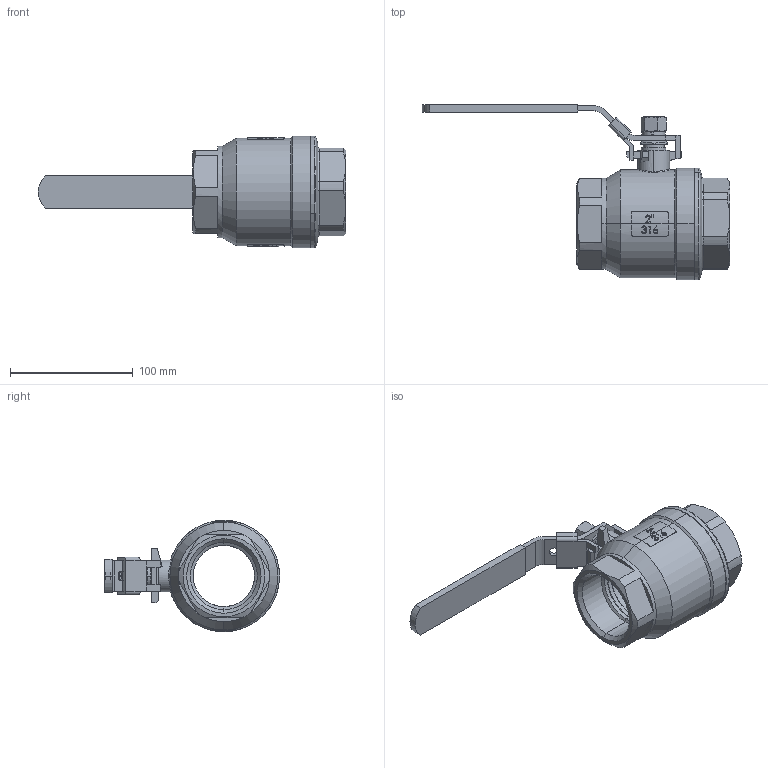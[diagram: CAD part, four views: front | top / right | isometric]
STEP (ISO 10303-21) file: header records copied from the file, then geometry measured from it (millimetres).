
FILE_DESCRIPTION (( 'STEP AP203' ), '1' );
FILE_NAME ('MV-25-ZPT-DN50.STEP', '2020-03-13T01:04:35', ( 'Lenovo' ), ( 'China' ), 'SwSTEP 2.0', 'SolidWorks 2010', '' );
FILE_SCHEMA (( 'CONFIG_CONTROL_DESIGN' ));
Products named in the file (15): MV-25-FZ-DN50; MV-25-ZT-DN50; MV-25-TL-DN50; MV-25-KZ-DN50; MV-25-ST-DN50; MV-25-ZPT-DN50; MV-25-T(J)-DN50; MV-25-Q-DN50; MV-25-M-DN50; MV-25-G(J)-DN50; MV-25-FG-DN50; MV-25-Y-DN50; MV-25-S-DN50; Spring lock washers--Normal type GB_GB_FASTENER_WASHER_SW 12; Hexagon nuts grade C GB_GB_FASTENER_NUT_SNC1 M12-N
Assembly tree (15 placements, depth 2):
  MV-25-ZPT-DN50
    MV-25-T(J)-DN50
    Spring lock washers--Normal type GB_GB_FASTENER_WASHER_SW 12
    MV-25-ST-DN50
    MV-25-FZ-DN50  x2
    MV-25-M-DN50
    MV-25-S-DN50
    MV-25-TL-DN50
    MV-25-FG-DN50
    MV-25-ZT-DN50
    MV-25-G(J)-DN50
    MV-25-Y-DN50
    MV-25-KZ-DN50
    Hexagon nuts grade C GB_GB_FASTENER_NUT_SNC1 M12-N
    MV-25-Q-DN50
Bounding box: 250.77 x 143 x 91 mm (x, y, z)
Volume: 398259.5 mm3; surface area: 161164 mm2
Topology: 16 solids, 16 shells, 583 faces, 1442 edges, 930 vertices
Faces by surface type: plane 236, cylinder 143, bspline 119, cone 73, torus 10, sphere 2
Entity records: 51564 total; most frequent: CARTESIAN_POINT 37270, ORIENTED_EDGE 2822, DIRECTION 2257, EDGE_CURVE 1411, VERTEX_POINT 913, AXIS2_PLACEMENT_3D 816, EDGE_LOOP 636, LINE 625
